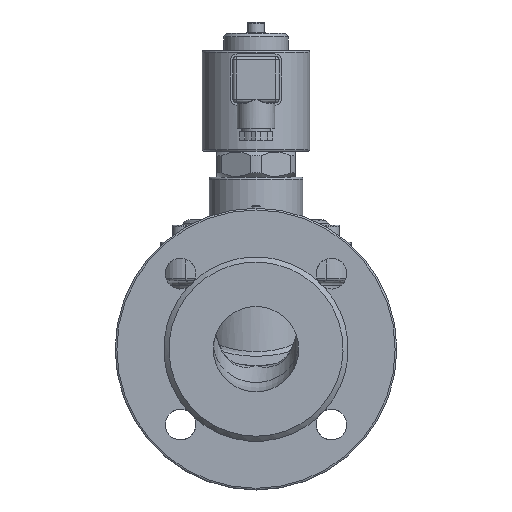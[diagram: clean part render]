
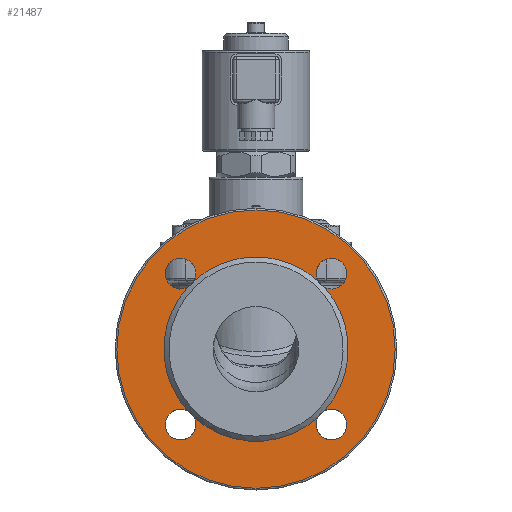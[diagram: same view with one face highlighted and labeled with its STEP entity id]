
A CAD part, front view. The second image highlights one B-rep face of the part: STEP entity #21487.
In plain terms, the highlighted planar face has unit normal (0, -1, 0).
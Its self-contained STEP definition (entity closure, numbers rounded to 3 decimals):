
#3561=PLANE('',#23114);
#5101=FACE_BOUND('',#6940,.T.);
#5606=FACE_OUTER_BOUND('',#6939,.T.);
#6939=EDGE_LOOP('',(#15762));
#6940=EDGE_LOOP('',(#15763,#15764,#15765,#15766,#15767,#15768,#15769,#15770));
#8308=CIRCLE('',#23115,81.5);
#8309=CIRCLE('',#23116,9.);
#8310=CIRCLE('',#23117,54.);
#8311=CIRCLE('',#23118,9.);
#8312=CIRCLE('',#23119,54.);
#8313=CIRCLE('',#23120,9.);
#8314=CIRCLE('',#23121,54.);
#8315=CIRCLE('',#23122,9.);
#8316=CIRCLE('',#23123,54.);
#9518=VERTEX_POINT('',#38275);
#9519=VERTEX_POINT('',#38277);
#9520=VERTEX_POINT('',#38278);
#9521=VERTEX_POINT('',#38280);
#9522=VERTEX_POINT('',#38282);
#9523=VERTEX_POINT('',#38284);
#9524=VERTEX_POINT('',#38286);
#9525=VERTEX_POINT('',#38288);
#9526=VERTEX_POINT('',#38290);
#11832=EDGE_CURVE('',#9518,#9518,#8308,.T.);
#11833=EDGE_CURVE('',#9519,#9520,#8309,.T.);
#11834=EDGE_CURVE('',#9520,#9521,#8310,.T.);
#11835=EDGE_CURVE('',#9521,#9522,#8311,.T.);
#11836=EDGE_CURVE('',#9522,#9523,#8312,.T.);
#11837=EDGE_CURVE('',#9523,#9524,#8313,.T.);
#11838=EDGE_CURVE('',#9524,#9525,#8314,.T.);
#11839=EDGE_CURVE('',#9525,#9526,#8315,.T.);
#11840=EDGE_CURVE('',#9526,#9519,#8316,.T.);
#15762=ORIENTED_EDGE('',*,*,#11832,.F.);
#15763=ORIENTED_EDGE('',*,*,#11833,.T.);
#15764=ORIENTED_EDGE('',*,*,#11834,.T.);
#15765=ORIENTED_EDGE('',*,*,#11835,.T.);
#15766=ORIENTED_EDGE('',*,*,#11836,.T.);
#15767=ORIENTED_EDGE('',*,*,#11837,.T.);
#15768=ORIENTED_EDGE('',*,*,#11838,.T.);
#15769=ORIENTED_EDGE('',*,*,#11839,.T.);
#15770=ORIENTED_EDGE('',*,*,#11840,.T.);
#21487=ADVANCED_FACE('',(#5606,#5101),#3561,.T.);
#23114=AXIS2_PLACEMENT_3D('',#38274,#26195,#26196);
#23115=AXIS2_PLACEMENT_3D('',#38276,#26197,#26198);
#23116=AXIS2_PLACEMENT_3D('',#38279,#26199,#26200);
#23117=AXIS2_PLACEMENT_3D('',#38281,#26201,#26202);
#23118=AXIS2_PLACEMENT_3D('',#38283,#26203,#26204);
#23119=AXIS2_PLACEMENT_3D('',#38285,#26205,#26206);
#23120=AXIS2_PLACEMENT_3D('',#38287,#26207,#26208);
#23121=AXIS2_PLACEMENT_3D('',#38289,#26209,#26210);
#23122=AXIS2_PLACEMENT_3D('',#38291,#26211,#26212);
#23123=AXIS2_PLACEMENT_3D('',#38292,#26213,#26214);
#26195=DIRECTION('center_axis',(0.,-1.,0.));
#26196=DIRECTION('ref_axis',(0.,0.,-1.));
#26197=DIRECTION('center_axis',(0.,1.,0.));
#26198=DIRECTION('ref_axis',(0.,0.,1.));
#26199=DIRECTION('center_axis',(0.,1.,0.));
#26200=DIRECTION('ref_axis',(1.,0.,0.));
#26201=DIRECTION('center_axis',(0.,1.,0.));
#26202=DIRECTION('ref_axis',(0.,0.,1.));
#26203=DIRECTION('center_axis',(0.,1.,0.));
#26204=DIRECTION('ref_axis',(1.,0.,0.));
#26205=DIRECTION('center_axis',(0.,1.,0.));
#26206=DIRECTION('ref_axis',(0.,0.,1.));
#26207=DIRECTION('center_axis',(0.,1.,0.));
#26208=DIRECTION('ref_axis',(1.,0.,0.));
#26209=DIRECTION('center_axis',(0.,1.,0.));
#26210=DIRECTION('ref_axis',(0.,0.,1.));
#26211=DIRECTION('center_axis',(0.,1.,0.));
#26212=DIRECTION('ref_axis',(1.,0.,0.));
#26213=DIRECTION('center_axis',(0.,1.,0.));
#26214=DIRECTION('ref_axis',(0.,0.,1.));
#38274=CARTESIAN_POINT('Origin',(0.,-112.,67.75));
#38275=CARTESIAN_POINT('',(0.,-112.,81.5));
#38276=CARTESIAN_POINT('Origin',(0.,-112.,0.));
#38277=CARTESIAN_POINT('',(36.191,-112.,40.078));
#38278=CARTESIAN_POINT('',(40.078,-112.,36.191));
#38279=CARTESIAN_POINT('Origin',(44.194,-112.,44.194));
#38280=CARTESIAN_POINT('',(40.078,-112.,-36.191));
#38281=CARTESIAN_POINT('Origin',(0.,-112.,0.));
#38282=CARTESIAN_POINT('',(36.191,-112.,-40.078));
#38283=CARTESIAN_POINT('Origin',(44.194,-112.,-44.194));
#38284=CARTESIAN_POINT('',(-36.191,-112.,-40.078));
#38285=CARTESIAN_POINT('Origin',(0.,-112.,0.));
#38286=CARTESIAN_POINT('',(-40.078,-112.,-36.191));
#38287=CARTESIAN_POINT('Origin',(-44.194,-112.,-44.194));
#38288=CARTESIAN_POINT('',(-40.078,-112.,36.191));
#38289=CARTESIAN_POINT('Origin',(0.,-112.,0.));
#38290=CARTESIAN_POINT('',(-36.191,-112.,40.078));
#38291=CARTESIAN_POINT('Origin',(-44.194,-112.,44.194));
#38292=CARTESIAN_POINT('Origin',(0.,-112.,0.));
